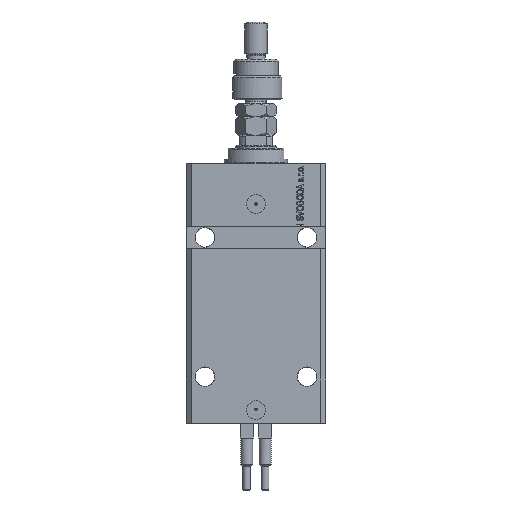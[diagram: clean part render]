
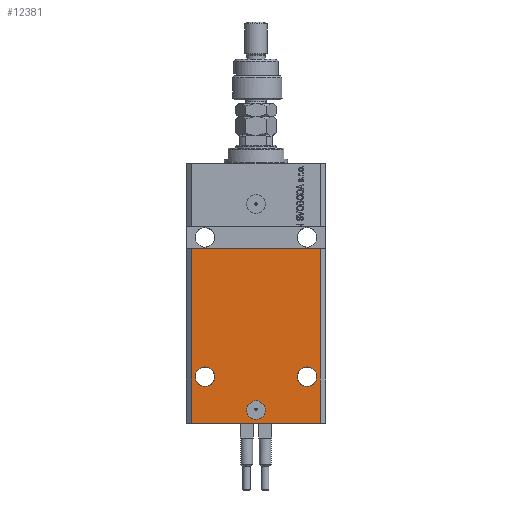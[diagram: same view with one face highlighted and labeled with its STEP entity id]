
A CAD part, front view. The second image highlights one B-rep face of the part: STEP entity #12381.
In plain terms, the highlighted planar face has unit normal (0, -1, 0).
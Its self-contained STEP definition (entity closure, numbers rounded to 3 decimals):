
#480 = EDGE_CURVE ( 'NONE', #40911, #16791, #38234, .T. ) ;
#539 = CIRCLE ( 'NONE', #3844, 5.25 ) ;
#1103 = CARTESIAN_POINT ( 'NONE',  ( 22.25, -27.5, -115. ) ) ;
#1150 = DIRECTION ( 'NONE',  ( 1., 0., 0. ) ) ;
#1718 = CARTESIAN_POINT ( 'NONE',  ( -34.5, -27.5, -46. ) ) ;
#1905 = DIRECTION ( 'NONE',  ( 0., -1., 0. ) ) ;
#2346 = DIRECTION ( 'NONE',  ( 0., 0., 1. ) ) ;
#2578 = DIRECTION ( 'NONE',  ( 1., 0., 0. ) ) ;
#3690 = CARTESIAN_POINT ( 'NONE',  ( 32.75, -27.5, -115. ) ) ;
#3844 = AXIS2_PLACEMENT_3D ( 'NONE', #35542, #4326, #48402 ) ;
#4326 = DIRECTION ( 'NONE',  ( 0., -1., 0. ) ) ;
#5087 = ORIENTED_EDGE ( 'NONE', *, *, #10072, .F. ) ;
#5250 = ORIENTED_EDGE ( 'NONE', *, *, #9582, .F. ) ;
#5281 = AXIS2_PLACEMENT_3D ( 'NONE', #42519, #14966, #2578 ) ;
#5516 = FACE_BOUND ( 'NONE', #25210, .T. ) ;
#6486 = VECTOR ( 'NONE', #32761, 1000. ) ;
#7710 = EDGE_CURVE ( 'NONE', #9813, #13386, #36720, .T. ) ;
#9150 = CARTESIAN_POINT ( 'NONE',  ( -34.5, -27.5, -140. ) ) ;
#9399 = LINE ( 'NONE', #9150, #29079 ) ;
#9582 = EDGE_CURVE ( 'NONE', #38245, #34528, #539, .T. ) ;
#9634 = CARTESIAN_POINT ( 'NONE',  ( -34.5, -27.5, -140. ) ) ;
#9813 = VERTEX_POINT ( 'NONE', #1103 ) ;
#9959 = CARTESIAN_POINT ( 'NONE',  ( 34.5, -27.5, -46. ) ) ;
#10072 = EDGE_CURVE ( 'NONE', #16791, #40911, #50814, .T. ) ;
#10112 = CARTESIAN_POINT ( 'NONE',  ( 0., -27.5, -133. ) ) ;
#10971 = CARTESIAN_POINT ( 'NONE',  ( -34.5, -27.5, -140. ) ) ;
#11442 = DIRECTION ( 'NONE',  ( 1., 0., 0. ) ) ;
#11699 = CARTESIAN_POINT ( 'NONE',  ( 27.5, -27.5, -115. ) ) ;
#11770 = LINE ( 'NONE', #19529, #31043 ) ;
#11889 = DIRECTION ( 'NONE',  ( 1., 0., 0. ) ) ;
#12381 = ADVANCED_FACE ( 'NONE', ( #40601, #32625, #5516, #17927 ), #21778, .T. ) ;
#13386 = VERTEX_POINT ( 'NONE', #3690 ) ;
#13961 = VECTOR ( 'NONE', #2346, 1000. ) ;
#14214 = DIRECTION ( 'NONE',  ( 0., -1., 0. ) ) ;
#14966 = DIRECTION ( 'NONE',  ( 0., -1., 0. ) ) ;
#16576 = ORIENTED_EDGE ( 'NONE', *, *, #45788, .F. ) ;
#16791 = VERTEX_POINT ( 'NONE', #33026 ) ;
#17927 = FACE_OUTER_BOUND ( 'NONE', #22296, .T. ) ;
#19529 = CARTESIAN_POINT ( 'NONE',  ( -37.5, -27.5, -46. ) ) ;
#19548 = AXIS2_PLACEMENT_3D ( 'NONE', #10112, #25593, #11889 ) ;
#19800 = CIRCLE ( 'NONE', #23095, 5.25 ) ;
#20707 = ORIENTED_EDGE ( 'NONE', *, *, #28634, .F. ) ;
#21099 = AXIS2_PLACEMENT_3D ( 'NONE', #11699, #23304, #11442 ) ;
#21601 = CARTESIAN_POINT ( 'NONE',  ( 27.5, -27.5, -115. ) ) ;
#21778 = PLANE ( 'NONE',  #25375 ) ;
#22296 = EDGE_LOOP ( 'NONE', ( #20707, #34676, #42126, #43318 ) ) ;
#23095 = AXIS2_PLACEMENT_3D ( 'NONE', #29162, #14214, #45131 ) ;
#23304 = DIRECTION ( 'NONE',  ( 0., -1., 0. ) ) ;
#24078 = CIRCLE ( 'NONE', #30667, 5.25 ) ;
#25210 = EDGE_LOOP ( 'NONE', ( #5250, #27222 ) ) ;
#25375 = AXIS2_PLACEMENT_3D ( 'NONE', #9634, #1905, #28735 ) ;
#25593 = DIRECTION ( 'NONE',  ( 0., -1., 0. ) ) ;
#27222 = ORIENTED_EDGE ( 'NONE', *, *, #38582, .F. ) ;
#28634 = EDGE_CURVE ( 'NONE', #50673, #43752, #11770, .T. ) ;
#28735 = DIRECTION ( 'NONE',  ( 0., 0., -1. ) ) ;
#29079 = VECTOR ( 'NONE', #1150, 1000. ) ;
#29162 = CARTESIAN_POINT ( 'NONE',  ( -27.5, -27.5, -115. ) ) ;
#30667 = AXIS2_PLACEMENT_3D ( 'NONE', #21601, #44535, #49161 ) ;
#31043 = VECTOR ( 'NONE', #42709, 1000. ) ;
#32625 = FACE_BOUND ( 'NONE', #46614, .T. ) ;
#32761 = DIRECTION ( 'NONE',  ( 0., 0., 1. ) ) ;
#33026 = CARTESIAN_POINT ( 'NONE',  ( 5., -27.5, -133. ) ) ;
#33322 = CARTESIAN_POINT ( 'NONE',  ( -34.5, -27.5, -140. ) ) ;
#33944 = VERTEX_POINT ( 'NONE', #10971 ) ;
#34528 = VERTEX_POINT ( 'NONE', #47566 ) ;
#34676 = ORIENTED_EDGE ( 'NONE', *, *, #50363, .F. ) ;
#34834 = ORIENTED_EDGE ( 'NONE', *, *, #7710, .F. ) ;
#35274 = EDGE_CURVE ( 'NONE', #50039, #43752, #44340, .T. ) ;
#35542 = CARTESIAN_POINT ( 'NONE',  ( -27.5, -27.5, -115. ) ) ;
#36720 = CIRCLE ( 'NONE', #21099, 5.25 ) ;
#38234 = CIRCLE ( 'NONE', #5281, 5. ) ;
#38245 = VERTEX_POINT ( 'NONE', #46722 ) ;
#38582 = EDGE_CURVE ( 'NONE', #34528, #38245, #19800, .T. ) ;
#40601 = FACE_BOUND ( 'NONE', #50247, .T. ) ;
#40911 = VERTEX_POINT ( 'NONE', #46161 ) ;
#42126 = ORIENTED_EDGE ( 'NONE', *, *, #44645, .T. ) ;
#42519 = CARTESIAN_POINT ( 'NONE',  ( 0., -27.5, -133. ) ) ;
#42709 = DIRECTION ( 'NONE',  ( 1., 0., 0. ) ) ;
#43318 = ORIENTED_EDGE ( 'NONE', *, *, #35274, .T. ) ;
#43752 = VERTEX_POINT ( 'NONE', #9959 ) ;
#44082 = CARTESIAN_POINT ( 'NONE',  ( 34.5, -27.5, -140. ) ) ;
#44340 = LINE ( 'NONE', #44082, #6486 ) ;
#44535 = DIRECTION ( 'NONE',  ( 0., -1., 0. ) ) ;
#44645 = EDGE_CURVE ( 'NONE', #33944, #50039, #9399, .T. ) ;
#44709 = CARTESIAN_POINT ( 'NONE',  ( 34.5, -27.5, -140. ) ) ;
#45131 = DIRECTION ( 'NONE',  ( -1., 0., 0. ) ) ;
#45788 = EDGE_CURVE ( 'NONE', #13386, #9813, #24078, .T. ) ;
#45920 = LINE ( 'NONE', #33322, #13961 ) ;
#46161 = CARTESIAN_POINT ( 'NONE',  ( -5., -27.5, -133. ) ) ;
#46614 = EDGE_LOOP ( 'NONE', ( #16576, #34834 ) ) ;
#46722 = CARTESIAN_POINT ( 'NONE',  ( -22.25, -27.5, -115. ) ) ;
#47085 = ORIENTED_EDGE ( 'NONE', *, *, #480, .F. ) ;
#47566 = CARTESIAN_POINT ( 'NONE',  ( -32.75, -27.5, -115. ) ) ;
#48402 = DIRECTION ( 'NONE',  ( -1., 0., 0. ) ) ;
#49161 = DIRECTION ( 'NONE',  ( 1., 0., 0. ) ) ;
#50039 = VERTEX_POINT ( 'NONE', #44709 ) ;
#50247 = EDGE_LOOP ( 'NONE', ( #5087, #47085 ) ) ;
#50363 = EDGE_CURVE ( 'NONE', #33944, #50673, #45920, .T. ) ;
#50673 = VERTEX_POINT ( 'NONE', #1718 ) ;
#50814 = CIRCLE ( 'NONE', #19548, 5. ) ;
